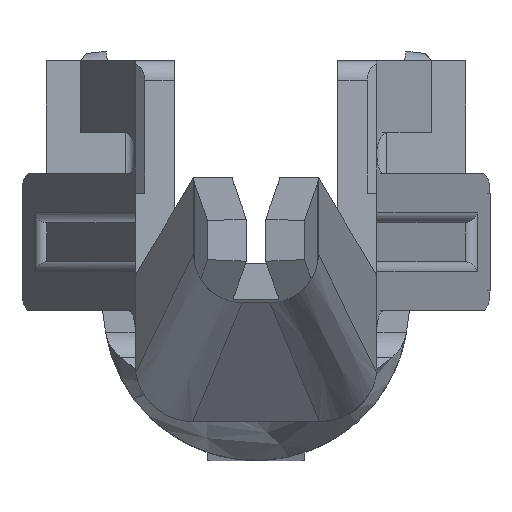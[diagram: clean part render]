
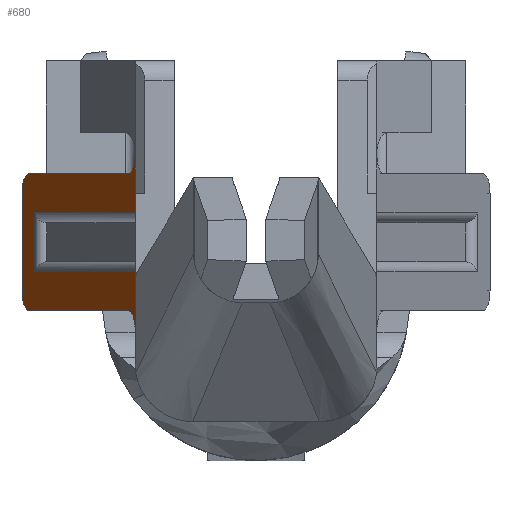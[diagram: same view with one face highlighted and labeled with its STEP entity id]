
A CAD part, front view. The second image highlights one B-rep face of the part: STEP entity #680.
In plain terms, the highlighted planar face has unit normal (-0.943, -0.334, 0).
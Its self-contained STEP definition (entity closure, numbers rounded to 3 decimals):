
#680 = ADVANCED_FACE( '', ( #1373 ), #1374, .T. );
#1373 = FACE_OUTER_BOUND( '', #2577, .T. );
#1374 = PLANE( '', #2578 );
#2577 = EDGE_LOOP( '', ( #4810, #4811, #4812, #4813, #4814, #4815, #4816, #4817, #4818, #4819, #4820, #4821 ) );
#2578 = AXIS2_PLACEMENT_3D( '', #4822, #4823, #4824 );
#4810 = ORIENTED_EDGE( '', *, *, #5133, .T. );
#4811 = ORIENTED_EDGE( '', *, *, #5783, .T. );
#4812 = ORIENTED_EDGE( '', *, *, #5569, .F. );
#4813 = ORIENTED_EDGE( '', *, *, #5338, .T. );
#4814 = ORIENTED_EDGE( '', *, *, #5758, .T. );
#4815 = ORIENTED_EDGE( '', *, *, #5857, .T. );
#4816 = ORIENTED_EDGE( '', *, *, #5504, .T. );
#4817 = ORIENTED_EDGE( '', *, *, #5723, .T. );
#4818 = ORIENTED_EDGE( '', *, *, #5055, .F. );
#4819 = ORIENTED_EDGE( '', *, *, #5862, .T. );
#4820 = ORIENTED_EDGE( '', *, *, #5571, .F. );
#4821 = ORIENTED_EDGE( '', *, *, #5256, .T. );
#4822 = CARTESIAN_POINT( '', ( -0.62, -7.012, 1.269 ) );
#4823 = DIRECTION( '', ( -0.942, -0.334, 0. ) );
#4824 = DIRECTION( '', ( 0.334, -0.942, 0. ) );
#5055 = EDGE_CURVE( '', #5984, #5986, #5987, .T. );
#5133 = EDGE_CURVE( '', #6120, #6125, #6127, .F. );
#5256 = EDGE_CURVE( '', #6340, #6120, #6341, .F. );
#5338 = EDGE_CURVE( '', #6240, #6472, #6474, .F. );
#5504 = EDGE_CURVE( '', #6724, #6722, #6725, .T. );
#5569 = EDGE_CURVE( '', #6240, #6814, #6815, .T. );
#5571 = EDGE_CURVE( '', #6340, #6817, #6818, .T. );
#5723 = EDGE_CURVE( '', #6722, #5986, #7012, .T. );
#5758 = EDGE_CURVE( '', #6472, #7055, #7056, .T. );
#5783 = EDGE_CURVE( '', #6125, #6814, #7085, .F. );
#5857 = EDGE_CURVE( '', #7055, #6724, #7167, .T. );
#5862 = EDGE_CURVE( '', #5984, #6817, #7172, .F. );
#5984 = VERTEX_POINT( '', #7392 );
#5986 = VERTEX_POINT( '', #7395 );
#5987 = LINE( '', #7396, #7397 );
#6120 = VERTEX_POINT( '', #7628 );
#6125 = VERTEX_POINT( '', #7634 );
#6127 = LINE( '', #7636, #7637 );
#6240 = VERTEX_POINT( '', #7851 );
#6340 = VERTEX_POINT( '', #8078 );
#6341 = LINE( '', #8079, #8080 );
#6472 = VERTEX_POINT( '', #8297 );
#6474 = ELLIPSE( '', #8300, 0.106, 0.1 );
#6722 = VERTEX_POINT( '', #8765 );
#6724 = VERTEX_POINT( '', #8768 );
#6725 = LINE( '', #8769, #8770 );
#6814 = VERTEX_POINT( '', #8946 );
#6815 = LINE( '', #8947, #8948 );
#6817 = VERTEX_POINT( '', #8951 );
#6818 = LINE( '', #8952, #8953 );
#7012 = CIRCLE( '', #9341, 0.1 );
#7055 = VERTEX_POINT( '', #9398 );
#7056 = LINE( '', #9399, #9400 );
#7085 = LINE( '', #9461, #9462 );
#7167 = CIRCLE( '', #9635, 0.1 );
#7172 = ELLIPSE( '', #9640, 0.106, 0.1 );
#7392 = CARTESIAN_POINT( '', ( -0.655, -6.912, 0.569 ) );
#7395 = CARTESIAN_POINT( '', ( -1.167, -5.471, 0.569 ) );
#7396 = CARTESIAN_POINT( '', ( -0.62, -7.012, 0.569 ) );
#7397 = VECTOR( '', #9712, 1000. );
#7628 = CARTESIAN_POINT( '', ( -1.136, -5.558, 0.769 ) );
#7634 = CARTESIAN_POINT( '', ( -1.136, -5.558, 1.069 ) );
#7636 = CARTESIAN_POINT( '', ( -1.136, -5.558, 1.019 ) );
#7637 = VECTOR( '', #9795, 1000. );
#7851 = CARTESIAN_POINT( '', ( -0.62, -7.012, 1.369 ) );
#8078 = CARTESIAN_POINT( '', ( -0.62, -7.012, 0.769 ) );
#8079 = CARTESIAN_POINT( '', ( -1.119, -5.605, 0.769 ) );
#8080 = VECTOR( '', #9886, 1000. );
#8297 = CARTESIAN_POINT( '', ( -0.655, -6.912, 1.269 ) );
#8300 = AXIS2_PLACEMENT_3D( '', #9977, #9978, #9979 );
#8765 = CARTESIAN_POINT( '', ( -1.2, -5.377, 0.669 ) );
#8768 = CARTESIAN_POINT( '', ( -1.2, -5.377, 1.169 ) );
#8769 = CARTESIAN_POINT( '', ( -1.2, -5.377, 1.269 ) );
#8770 = VECTOR( '', #10117, 1000. );
#8946 = CARTESIAN_POINT( '', ( -0.62, -7.012, 1.069 ) );
#8947 = CARTESIAN_POINT( '', ( -0.62, -7.012, 1.269 ) );
#8948 = VECTOR( '', #10182, 1000. );
#8951 = CARTESIAN_POINT( '', ( -0.62, -7.012, 0.469 ) );
#8952 = CARTESIAN_POINT( '', ( -0.62, -7.012, 1.269 ) );
#8953 = VECTOR( '', #10184, 1000. );
#9341 = AXIS2_PLACEMENT_3D( '', #10303, #10304, #10305 );
#9398 = CARTESIAN_POINT( '', ( -1.167, -5.471, 1.269 ) );
#9399 = CARTESIAN_POINT( '', ( -0.62, -7.012, 1.269 ) );
#9400 = VECTOR( '', #10347, 1000. );
#9461 = CARTESIAN_POINT( '', ( -0.62, -7.012, 1.069 ) );
#9462 = VECTOR( '', #10368, 1000. );
#9635 = AXIS2_PLACEMENT_3D( '', #10402, #10403, #10404 );
#9640 = AXIS2_PLACEMENT_3D( '', #10405, #10406, #10407 );
#9712 = DIRECTION( '', ( -0.334, 0.942, 0. ) );
#9795 = DIRECTION( '', ( 0., 0., -1. ) );
#9886 = DIRECTION( '', ( 0.334, -0.942, 0. ) );
#9977 = CARTESIAN_POINT( '', ( -0.655, -6.912, 1.369 ) );
#9978 = DIRECTION( '', ( -0.942, -0.334, 0. ) );
#9979 = DIRECTION( '', ( 0.334, -0.942, 0. ) );
#10117 = DIRECTION( '', ( 0., 0., -1. ) );
#10182 = DIRECTION( '', ( 0., 0., -1. ) );
#10184 = DIRECTION( '', ( 0., 0., -1. ) );
#10303 = CARTESIAN_POINT( '', ( -1.167, -5.471, 0.669 ) );
#10304 = DIRECTION( '', ( -0.942, -0.334, 0. ) );
#10305 = DIRECTION( '', ( 0.334, -0.942, 0. ) );
#10347 = DIRECTION( '', ( -0.334, 0.942, 0. ) );
#10368 = DIRECTION( '', ( -0.334, 0.942, 0. ) );
#10402 = CARTESIAN_POINT( '', ( -1.167, -5.471, 1.169 ) );
#10403 = DIRECTION( '', ( -0.942, -0.334, 0. ) );
#10404 = DIRECTION( '', ( 0.334, -0.942, 0. ) );
#10405 = CARTESIAN_POINT( '', ( -0.655, -6.912, 0.469 ) );
#10406 = DIRECTION( '', ( -0.942, -0.334, 0. ) );
#10407 = DIRECTION( '', ( -0.334, 0.942, 0. ) );
